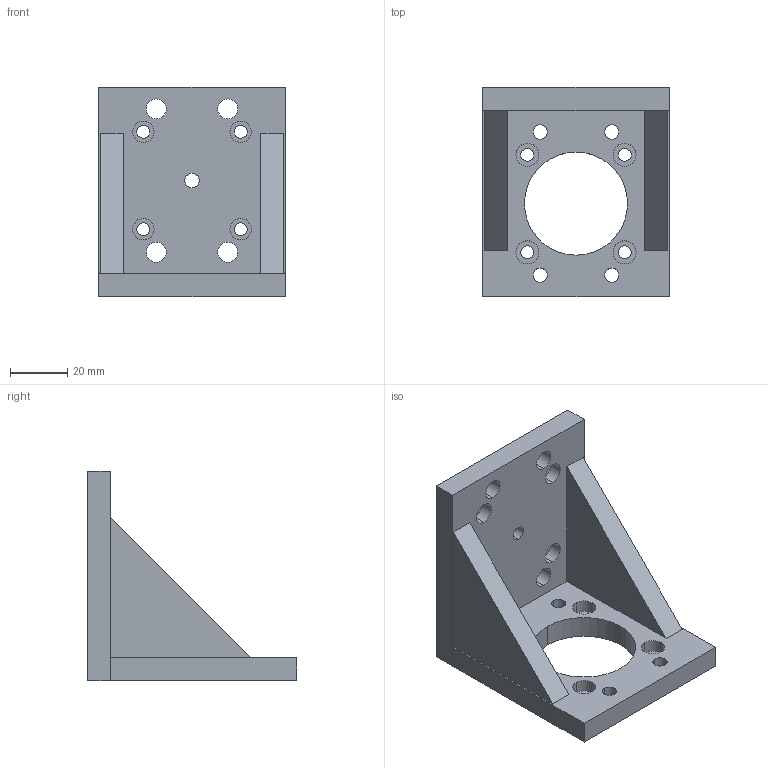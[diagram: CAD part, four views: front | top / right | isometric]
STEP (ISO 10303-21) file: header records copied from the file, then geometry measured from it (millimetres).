
FILE_DESCRIPTION (( 'STEP AP203' ), '1' );
FILE_NAME ('PHOB-4.STEP', '2022-07-20T08:56:20', ( '' ), ( '' ), 'SwSTEP 2.0', 'SolidWorks 2021', '' );
FILE_SCHEMA (( 'CONFIG_CONTROL_DESIGN' ));
Length unit declared in the file: millimetre
Products named in the file (1): PHOB-4
Bounding box: 65 x 73 x 73 mm (x, y, z)
Surface area: 29611.1 mm2 (no closed solid volume)
Topology: 0 solids, 21 shells, 247 faces, 976 edges, 714 vertices
Faces by surface type: plane 131, cylinder 76, torus 20, cone 20
Entity records: 10187 total; most frequent: CARTESIAN_POINT 1918, DIRECTION 1748, ORIENTED_EDGE 1434, EDGE_CURVE 956, VERTEX_POINT 714, VECTOR 660, LINE 660, AXIS2_PLACEMENT_3D 544
